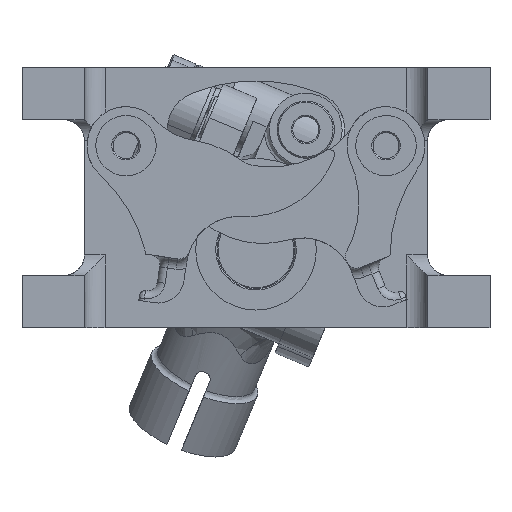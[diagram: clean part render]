
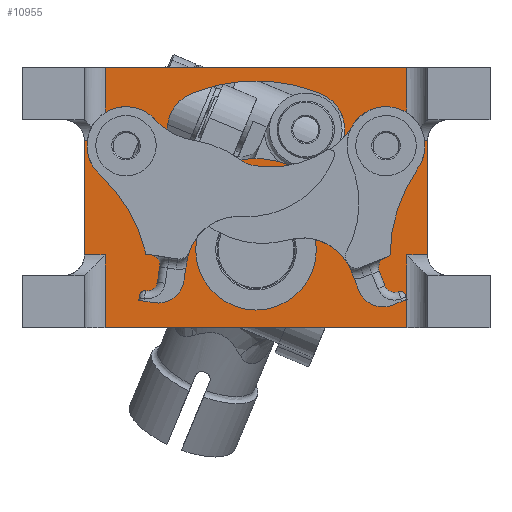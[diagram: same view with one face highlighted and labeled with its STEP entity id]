
A CAD part, front view. The second image highlights one B-rep face of the part: STEP entity #10955.
In plain terms, the highlighted planar face has unit normal (0, -1, 0).
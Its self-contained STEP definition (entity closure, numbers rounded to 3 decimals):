
#811=LINE('',#20523,#1530);
#812=LINE('',#20525,#1531);
#813=LINE('',#20527,#1532);
#814=LINE('',#20529,#1533);
#815=LINE('',#20531,#1534);
#816=LINE('',#20533,#1535);
#817=LINE('',#20535,#1536);
#818=LINE('',#20537,#1537);
#819=LINE('',#20539,#1538);
#820=LINE('',#20545,#1539);
#821=LINE('',#20547,#1540);
#822=LINE('',#20549,#1541);
#1530=VECTOR('',#15238,3.869);
#1531=VECTOR('',#15239,22.);
#1532=VECTOR('',#15240,4.);
#1533=VECTOR('',#15241,14.);
#1534=VECTOR('',#15242,58.);
#1535=VECTOR('',#15243,14.);
#1536=VECTOR('',#15244,4.);
#1537=VECTOR('',#15245,22.);
#1538=VECTOR('',#15246,3.869);
#1539=VECTOR('',#15251,13.564);
#1540=VECTOR('',#15252,58.);
#1541=VECTOR('',#15253,13.564);
#2092=FACE_BOUND('',#3301,.T.);
#2093=FACE_BOUND('',#3302,.T.);
#2576=FACE_OUTER_BOUND('',#3300,.T.);
#3300=EDGE_LOOP('',(#9398,#9399,#9400,#9401,#9402,#9403,#9404,#9405,#9406,
#9407,#9408,#9409,#9410,#9411,#9412,#9413));
#3301=EDGE_LOOP('',(#9414,#9415,#9416,#9417));
#3302=EDGE_LOOP('',(#9418,#9419));
#4084=CIRCLE('',#12216,4.25);
#4085=CIRCLE('',#12217,4.25);
#4086=CIRCLE('',#12218,4.25);
#4087=CIRCLE('',#12219,4.25);
#4088=CIRCLE('',#12220,17.5);
#4089=CIRCLE('',#12221,7.5);
#4090=CIRCLE('',#12222,32.5);
#4091=CIRCLE('',#12223,7.5);
#4092=CIRCLE('',#12224,11.6);
#4093=CIRCLE('',#12225,11.6);
#5102=VERTEX_POINT('',#20519);
#5103=VERTEX_POINT('',#20520);
#5104=VERTEX_POINT('',#20522);
#5105=VERTEX_POINT('',#20524);
#5106=VERTEX_POINT('',#20526);
#5107=VERTEX_POINT('',#20528);
#5108=VERTEX_POINT('',#20530);
#5109=VERTEX_POINT('',#20532);
#5110=VERTEX_POINT('',#20534);
#5111=VERTEX_POINT('',#20536);
#5112=VERTEX_POINT('',#20538);
#5113=VERTEX_POINT('',#20540);
#5114=VERTEX_POINT('',#20542);
#5115=VERTEX_POINT('',#20544);
#5116=VERTEX_POINT('',#20546);
#5117=VERTEX_POINT('',#20548);
#5118=VERTEX_POINT('',#20551);
#5119=VERTEX_POINT('',#20552);
#5120=VERTEX_POINT('',#20554);
#5121=VERTEX_POINT('',#20556);
#5122=VERTEX_POINT('',#20559);
#5123=VERTEX_POINT('',#20560);
#6579=EDGE_CURVE('',#5102,#5103,#4084,.T.);
#6580=EDGE_CURVE('',#5102,#5104,#811,.T.);
#6581=EDGE_CURVE('',#5104,#5105,#812,.T.);
#6582=EDGE_CURVE('',#5105,#5106,#813,.T.);
#6583=EDGE_CURVE('',#5106,#5107,#814,.T.);
#6584=EDGE_CURVE('',#5107,#5108,#815,.T.);
#6585=EDGE_CURVE('',#5108,#5109,#816,.T.);
#6586=EDGE_CURVE('',#5109,#5110,#817,.T.);
#6587=EDGE_CURVE('',#5110,#5111,#818,.T.);
#6588=EDGE_CURVE('',#5111,#5112,#819,.T.);
#6589=EDGE_CURVE('',#5113,#5112,#4085,.T.);
#6590=EDGE_CURVE('',#5114,#5113,#4086,.T.);
#6591=EDGE_CURVE('',#5114,#5115,#820,.F.);
#6592=EDGE_CURVE('',#5115,#5116,#821,.T.);
#6593=EDGE_CURVE('',#5116,#5117,#822,.T.);
#6594=EDGE_CURVE('',#5103,#5117,#4087,.T.);
#6595=EDGE_CURVE('',#5118,#5119,#4088,.T.);
#6596=EDGE_CURVE('',#5120,#5118,#4089,.T.);
#6597=EDGE_CURVE('',#5121,#5120,#4090,.T.);
#6598=EDGE_CURVE('',#5119,#5121,#4091,.T.);
#6599=EDGE_CURVE('',#5122,#5123,#4092,.T.);
#6600=EDGE_CURVE('',#5123,#5122,#4093,.T.);
#9398=ORIENTED_EDGE('',*,*,#6579,.F.);
#9399=ORIENTED_EDGE('',*,*,#6580,.T.);
#9400=ORIENTED_EDGE('',*,*,#6581,.T.);
#9401=ORIENTED_EDGE('',*,*,#6582,.T.);
#9402=ORIENTED_EDGE('',*,*,#6583,.T.);
#9403=ORIENTED_EDGE('',*,*,#6584,.T.);
#9404=ORIENTED_EDGE('',*,*,#6585,.T.);
#9405=ORIENTED_EDGE('',*,*,#6586,.T.);
#9406=ORIENTED_EDGE('',*,*,#6587,.T.);
#9407=ORIENTED_EDGE('',*,*,#6588,.T.);
#9408=ORIENTED_EDGE('',*,*,#6589,.F.);
#9409=ORIENTED_EDGE('',*,*,#6590,.F.);
#9410=ORIENTED_EDGE('',*,*,#6591,.T.);
#9411=ORIENTED_EDGE('',*,*,#6592,.T.);
#9412=ORIENTED_EDGE('',*,*,#6593,.T.);
#9413=ORIENTED_EDGE('',*,*,#6594,.F.);
#9414=ORIENTED_EDGE('',*,*,#6595,.F.);
#9415=ORIENTED_EDGE('',*,*,#6596,.F.);
#9416=ORIENTED_EDGE('',*,*,#6597,.F.);
#9417=ORIENTED_EDGE('',*,*,#6598,.F.);
#9418=ORIENTED_EDGE('',*,*,#6599,.F.);
#9419=ORIENTED_EDGE('',*,*,#6600,.F.);
#10445=PLANE('',#12215);
#10955=ADVANCED_FACE('',(#2576,#2092,#2093),#10445,.T.);
#12215=AXIS2_PLACEMENT_3D('',#20518,#15234,#15235);
#12216=AXIS2_PLACEMENT_3D('',#20521,#15236,#15237);
#12217=AXIS2_PLACEMENT_3D('',#20541,#15247,#15248);
#12218=AXIS2_PLACEMENT_3D('',#20543,#15249,#15250);
#12219=AXIS2_PLACEMENT_3D('',#20550,#15254,#15255);
#12220=AXIS2_PLACEMENT_3D('',#20553,#15256,#15257);
#12221=AXIS2_PLACEMENT_3D('',#20555,#15258,#15259);
#12222=AXIS2_PLACEMENT_3D('',#20557,#15260,#15261);
#12223=AXIS2_PLACEMENT_3D('',#20558,#15262,#15263);
#12224=AXIS2_PLACEMENT_3D('',#20561,#15264,#15265);
#12225=AXIS2_PLACEMENT_3D('',#20562,#15266,#15267);
#15234=DIRECTION('center_axis',(0.,-1.,0.));
#15235=DIRECTION('ref_axis',(0.,0.,
1.));
#15236=DIRECTION('center_axis',(0.,-1.,0.));
#15237=DIRECTION('ref_axis',(0.,0.,
1.));
#15238=DIRECTION('',(-1.,0.,0.));
#15239=DIRECTION('',(0.,0.,-1.));
#15240=DIRECTION('',(1.,0.,0.));
#15241=DIRECTION('',(0.,0.,-1.));
#15242=DIRECTION('',(1.,0.,0.));
#15243=DIRECTION('',(0.,0.,1.));
#15244=DIRECTION('',(1.,0.,0.));
#15245=DIRECTION('',(0.,0.,1.));
#15246=DIRECTION('',(-1.,0.,0.));
#15247=DIRECTION('center_axis',(0.,-1.,0.));
#15248=DIRECTION('ref_axis',(0.,0.,
1.));
#15249=DIRECTION('center_axis',(0.,-1.,0.));
#15250=DIRECTION('ref_axis',(0.,0.,
1.));
#15251=DIRECTION('',(0.,0.,-1.));
#15252=DIRECTION('',(-1.,0.,0.));
#15253=DIRECTION('',(0.,0.,-1.));
#15254=DIRECTION('center_axis',(0.,-1.,0.));
#15255=DIRECTION('ref_axis',(0.,0.,
1.));
#15256=DIRECTION('center_axis',(0.,1.,0.));
#15257=DIRECTION('ref_axis',(0.,0.,
1.));
#15258=DIRECTION('center_axis',(0.,-1.,0.));
#15259=DIRECTION('ref_axis',(0.,0.,
-1.));
#15260=DIRECTION('center_axis',(0.,-1.,0.));
#15261=DIRECTION('ref_axis',(0.,0.,
1.));
#15262=DIRECTION('center_axis',(0.,-1.,0.));
#15263=DIRECTION('ref_axis',(0.,0.,
1.));
#15264=DIRECTION('center_axis',(0.,-1.,0.));
#15265=DIRECTION('ref_axis',(0.,0.,
1.));
#15266=DIRECTION('center_axis',(0.,-1.,0.));
#15267=DIRECTION('ref_axis',(0.,0.,
1.));
#20518=CARTESIAN_POINT('Origin',(0.,-74.,0.));
#20519=CARTESIAN_POINT('',(-29.131,-74.,21.));
#20520=CARTESIAN_POINT('',(-25.,-74.,24.25));
#20521=CARTESIAN_POINT('Origin',(-25.,-74.,20.));
#20522=CARTESIAN_POINT('',(-33.,-74.,21.));
#20523=CARTESIAN_POINT('',(-29.131,-74.,21.));
#20524=CARTESIAN_POINT('',(-33.,-74.,-1.));
#20525=CARTESIAN_POINT('',(-33.,-74.,21.));
#20526=CARTESIAN_POINT('',(-29.,-74.,-1.));
#20527=CARTESIAN_POINT('',(-33.,-74.,-1.));
#20528=CARTESIAN_POINT('',(-29.,-74.,-15.));
#20529=CARTESIAN_POINT('',(-29.,-74.,-1.));
#20530=CARTESIAN_POINT('',(29.,-74.,-15.));
#20531=CARTESIAN_POINT('',(-29.,-74.,-15.));
#20532=CARTESIAN_POINT('',(29.,-74.,-1.));
#20533=CARTESIAN_POINT('',(29.,-74.,-15.));
#20534=CARTESIAN_POINT('',(33.,-74.,-1.));
#20535=CARTESIAN_POINT('',(29.,-74.,-1.));
#20536=CARTESIAN_POINT('',(33.,-74.,21.));
#20537=CARTESIAN_POINT('',(33.,-74.,-1.));
#20538=CARTESIAN_POINT('',(29.131,-74.,21.));
#20539=CARTESIAN_POINT('',(33.,-74.,21.));
#20540=CARTESIAN_POINT('',(25.,-74.,24.25));
#20541=CARTESIAN_POINT('Origin',(25.,-74.,20.));
#20542=CARTESIAN_POINT('',(29.,-74.,21.436));
#20543=CARTESIAN_POINT('Origin',(25.,-74.,20.));
#20544=CARTESIAN_POINT('',(29.,-74.,35.));
#20545=CARTESIAN_POINT('',(29.,-74.,35.));
#20546=CARTESIAN_POINT('',(-29.,-74.,35.));
#20547=CARTESIAN_POINT('',(29.,-74.,35.));
#20548=CARTESIAN_POINT('',(-29.,-74.,21.436));
#20549=CARTESIAN_POINT('',(-29.,-74.,35.));
#20550=CARTESIAN_POINT('Origin',(-25.,-74.,20.));
#20551=CARTESIAN_POINT('',(-6.697,-74.,16.168));
#20552=CARTESIAN_POINT('',(6.697,-74.,16.168));
#20553=CARTESIAN_POINT('Origin',(0.,-74.,0.));
#20554=CARTESIAN_POINT('',(-12.437,-74.,30.026));
#20555=CARTESIAN_POINT('Origin',(-9.567,-74.,23.097));
#20556=CARTESIAN_POINT('',(12.437,-74.,30.026));
#20557=CARTESIAN_POINT('Origin',(0.,-74.,0.));
#20558=CARTESIAN_POINT('Origin',(9.567,-74.,23.097));
#20559=CARTESIAN_POINT('',(0.,-74.,11.6));
#20560=CARTESIAN_POINT('',(0.,-74.,-11.6));
#20561=CARTESIAN_POINT('Origin',(0.,-74.,0.));
#20562=CARTESIAN_POINT('Origin',(0.,-74.,0.));
